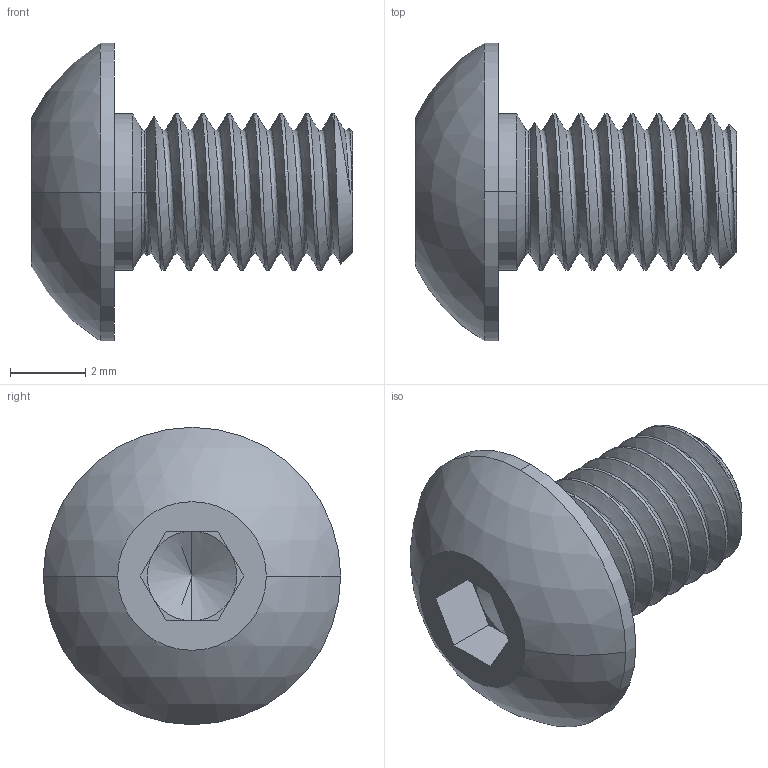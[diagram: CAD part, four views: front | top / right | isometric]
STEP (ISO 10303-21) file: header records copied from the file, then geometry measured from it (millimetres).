
FILE_DESCRIPTION (( 'STEP AP203' ), '1' );
FILE_NAME ('B005DS3C54.3D.STEP', '2013-06-27T13:39:26', ( '' ), ( '' ), 'SwSTEP 2.0', 'SolidWorks 2010', '' );
FILE_SCHEMA (( 'CONFIG_CONTROL_DESIGN' ));
Length unit declared in the file: inch
Products named in the file (1): B005DS3C54.3D
Bounding box: 8.56 x 7.92 x 7.92 mm (x, y, z)
Volume: 140.5 mm3; surface area: 251.9 mm2
Topology: 1 solids, 1 shells, 51 faces, 128 edges, 79 vertices
Faces by surface type: cylinder 19, plane 15, cone 8, torus 4, bspline 3, sphere 2
Entity records: 3728 total; most frequent: CARTESIAN_POINT 2534, ORIENTED_EDGE 252, DIRECTION 220, EDGE_CURVE 126, AXIS2_PLACEMENT_3D 85, VERTEX_POINT 79, EDGE_LOOP 53, FACE_OUTER_BOUND 51
